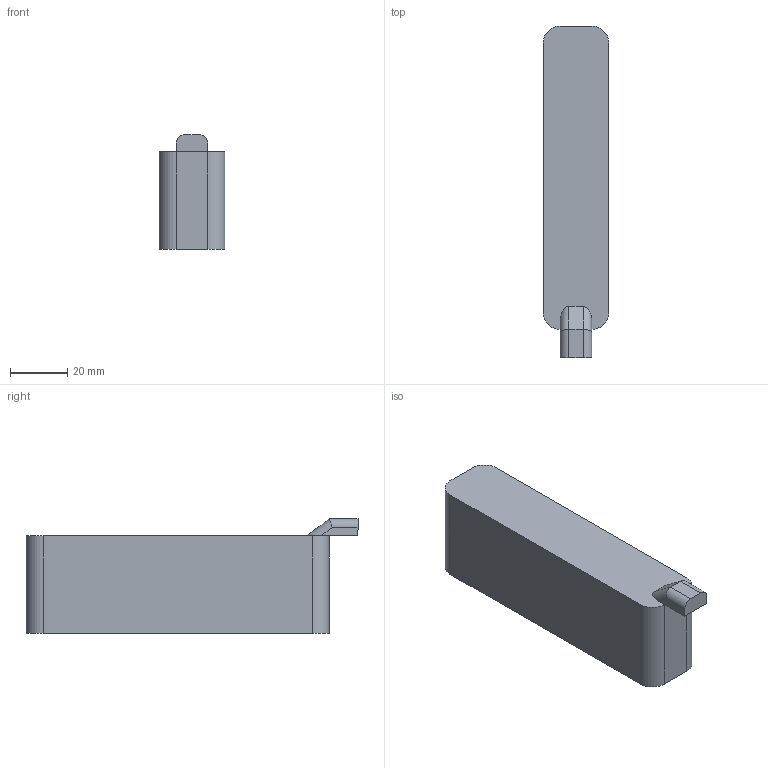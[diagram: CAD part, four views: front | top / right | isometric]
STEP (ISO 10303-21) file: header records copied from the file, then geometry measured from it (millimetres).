
FILE_DESCRIPTION (( 'STEP AP214' ), '1' );
FILE_NAME ('RoaringTop_2200mah.STEP', '2025-05-27T14:01:32', ( '' ), ( '' ), 'SwSTEP 2.0', 'SolidWorks 2025', '' );
FILE_SCHEMA (( 'AUTOMOTIVE_DESIGN' ));
Length unit declared in the file: millimetre
Products named in the file (1): RoaringTop_2200mah_default
Bounding box: 23 x 116 x 40 mm (x, y, z)
Volume: 82693.2 mm3; surface area: 13660.5 mm2
Topology: 1 solids, 1 shells, 20 faces, 48 edges, 30 vertices
Faces by surface type: plane 12, cylinder 8
Entity records: 597 total; most frequent: CARTESIAN_POINT 111, DIRECTION 96, ORIENTED_EDGE 96, EDGE_CURVE 48, VECTOR 34, LINE 34, AXIS2_PLACEMENT_3D 31, VERTEX_POINT 30
